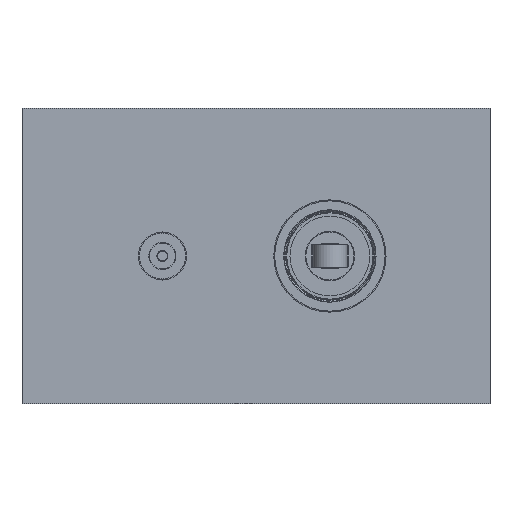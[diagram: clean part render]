
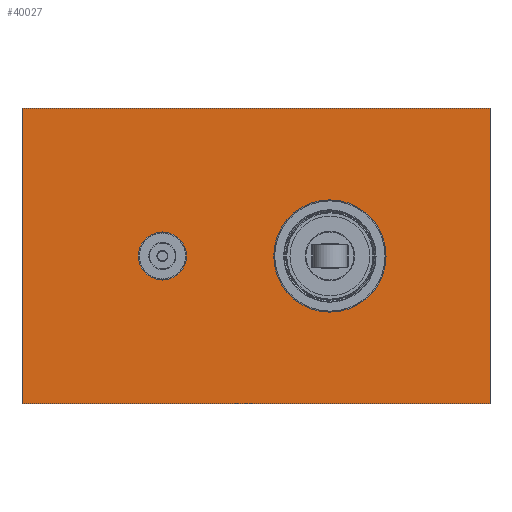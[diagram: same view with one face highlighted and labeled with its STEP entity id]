
A CAD part, left-side view. The second image highlights one B-rep face of the part: STEP entity #40027.
In plain terms, the highlighted planar face has unit normal (-1, 0, 0).
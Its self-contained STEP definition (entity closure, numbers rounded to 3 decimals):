
#39846=DIRECTION('',(0.,1.,0.));
#39847=VECTOR('',#39846,190.);
#39848=CARTESIAN_POINT('',(57.5,-133.,-60.));
#39849=LINE('',#39848,#39847);
#39850=DIRECTION('',(0.,0.,1.));
#39851=VECTOR('',#39850,120.);
#39852=CARTESIAN_POINT('',(57.5,57.,-60.));
#39853=LINE('',#39852,#39851);
#39854=DIRECTION('',(0.,-1.,0.));
#39855=VECTOR('',#39854,190.);
#39856=CARTESIAN_POINT('',(57.5,57.,60.));
#39857=LINE('',#39856,#39855);
#39858=DIRECTION('',(0.,0.,-1.));
#39859=VECTOR('',#39858,120.);
#39860=CARTESIAN_POINT('',(57.5,-133.,60.));
#39861=LINE('',#39860,#39859);
#39862=CARTESIAN_POINT('',(57.5,-68.,0.));
#39863=DIRECTION('',(-1.,0.,0.));
#39864=DIRECTION('',(0.,0.,1.));
#39865=AXIS2_PLACEMENT_3D('',#39862,#39863,#39864);
#39867=CARTESIAN_POINT('',(57.5,-68.,0.));
#39868=DIRECTION('',(-1.,0.,0.));
#39869=DIRECTION('',(0.,0.,-1.));
#39870=AXIS2_PLACEMENT_3D('',#39867,#39868,#39869);
#39872=CARTESIAN_POINT('',(57.5,0.,0.));
#39873=DIRECTION('',(-1.,0.,0.));
#39874=DIRECTION('',(0.,0.,1.));
#39875=AXIS2_PLACEMENT_3D('',#39872,#39873,#39874);
#39877=CARTESIAN_POINT('',(57.5,0.,0.));
#39878=DIRECTION('',(-1.,0.,0.));
#39879=DIRECTION('',(0.,0.,-1.));
#39880=AXIS2_PLACEMENT_3D('',#39877,#39878,#39879);
#39946=CARTESIAN_POINT('',(57.5,-68.,22.8));
#39947=CARTESIAN_POINT('',(57.5,-68.,-22.8));
#39948=VERTEX_POINT('',#39946);
#39949=VERTEX_POINT('',#39947);
#39950=CARTESIAN_POINT('',(57.5,0.,9.75));
#39951=CARTESIAN_POINT('',(57.5,0.,-9.75));
#39952=VERTEX_POINT('',#39950);
#39953=VERTEX_POINT('',#39951);
#39954=CARTESIAN_POINT('',(57.5,-133.,-60.));
#39955=CARTESIAN_POINT('',(57.5,57.,-60.));
#39956=VERTEX_POINT('',#39954);
#39957=VERTEX_POINT('',#39955);
#39958=CARTESIAN_POINT('',(57.5,57.,60.));
#39959=VERTEX_POINT('',#39958);
#39960=CARTESIAN_POINT('',(57.5,-133.,60.));
#39961=VERTEX_POINT('',#39960);
#40001=CARTESIAN_POINT('',(57.5,-38.,0.));
#40002=DIRECTION('',(1.,0.,0.));
#40003=DIRECTION('',(0.,0.,1.));
#40004=AXIS2_PLACEMENT_3D('',#40001,#40002,#40003);
#40005=PLANE('',#40004);
#40007=ORIENTED_EDGE('',*,*,#40006,.T.);
#40009=ORIENTED_EDGE('',*,*,#40008,.T.);
#40011=ORIENTED_EDGE('',*,*,#40010,.T.);
#40012=ORIENTED_EDGE('',*,*,#39983,.T.);
#40013=EDGE_LOOP('',(#40007,#40009,#40011,#40012));
#40014=FACE_OUTER_BOUND('',#40013,.F.);
#40016=ORIENTED_EDGE('',*,*,#40015,.T.);
#40018=ORIENTED_EDGE('',*,*,#40017,.T.);
#40019=EDGE_LOOP('',(#40016,#40018));
#40020=FACE_BOUND('',#40019,.F.);
#40022=ORIENTED_EDGE('',*,*,#40021,.T.);
#40024=ORIENTED_EDGE('',*,*,#40023,.T.);
#40025=EDGE_LOOP('',(#40022,#40024));
#40026=FACE_BOUND('',#40025,.F.);
#40027=ADVANCED_FACE('',(#40014,#40020,#40026),#40005,.F.);
#39866=CIRCLE('',#39865,22.8);
#39871=CIRCLE('',#39870,22.8);
#39876=CIRCLE('',#39875,9.75);
#39881=CIRCLE('',#39880,9.75);
#39983=EDGE_CURVE('',#39961,#39956,#39861,.T.);
#40006=EDGE_CURVE('',#39956,#39957,#39849,.T.);
#40008=EDGE_CURVE('',#39957,#39959,#39853,.T.);
#40010=EDGE_CURVE('',#39959,#39961,#39857,.T.);
#40015=EDGE_CURVE('',#39948,#39949,#39866,.T.);
#40017=EDGE_CURVE('',#39949,#39948,#39871,.T.);
#40021=EDGE_CURVE('',#39952,#39953,#39876,.T.);
#40023=EDGE_CURVE('',#39953,#39952,#39881,.T.);
